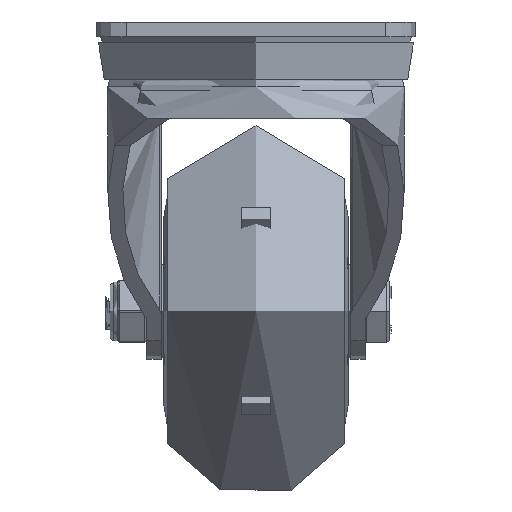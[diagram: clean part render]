
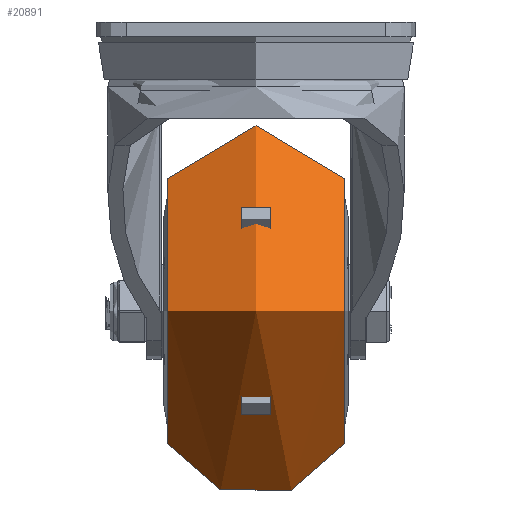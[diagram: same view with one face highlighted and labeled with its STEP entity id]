
A CAD part, left-side view. The second image highlights one B-rep face of the part: STEP entity #20891.
In plain terms, the highlighted free-form (B-spline) face has degree [2, 2] with [5, 9] control points.
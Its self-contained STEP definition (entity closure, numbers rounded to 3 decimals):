
#60=(
BOUNDED_SURFACE()
B_SPLINE_SURFACE(2,2,((#30479,#30480,#30481,#30482,#30483,#30484,#30485,
#30486,#30487),(#30488,#30489,#30490,#30491,#30492,#30493,#30494,#30495,
#30496),(#30497,#30498,#30499,#30500,#30501,#30502,#30503,#30504,#30505),
(#30506,#30507,#30508,#30509,#30510,#30511,#30512,#30513,#30514),(#30515,
#30516,#30517,#30518,#30519,#30520,#30521,#30522,#30523)),.UNSPECIFIED.,
 .F.,.T.,.F.)
B_SPLINE_SURFACE_WITH_KNOTS((3,2,3),(3,2,2,2,3),(-1.078,0.,
1.078),(-3.142,-1.571,0.,1.571,
3.142),.UNSPECIFIED.)
GEOMETRIC_REPRESENTATION_ITEM()
RATIONAL_B_SPLINE_SURFACE(((1.,0.707,1.,0.707,1.,
0.707,1.,0.707,1.),(0.858,0.607,
0.858,0.607,0.858,0.607,
0.858,0.607,0.858),(1.,0.707,
1.,0.707,1.,0.707,1.,0.707,1.),(0.858,
0.607,0.858,0.607,0.858,
0.607,0.858,0.607,0.858),
(1.,0.707,1.,0.707,1.,0.707,1.,0.707,
1.)))
REPRESENTATION_ITEM('')
SURFACE()
);
#2865=FACE_OUTER_BOUND('',#4166,.T.);
#4166=EDGE_LOOP('',(#15127,#15128,#15129,#15130));
#8540=CIRCLE('',#22563,35.724);
#8543=CIRCLE('',#22566,35.724);
#8544=CIRCLE('',#22567,27.112);
#9250=VERTEX_POINT('',#30474);
#9252=VERTEX_POINT('',#30524);
#11491=EDGE_CURVE('',#9250,#9250,#8540,.T.);
#11494=EDGE_CURVE('',#9252,#9252,#8543,.T.);
#11495=EDGE_CURVE('',#9252,#9250,#8544,.T.);
#15127=ORIENTED_EDGE('',*,*,#11494,.F.);
#15128=ORIENTED_EDGE('',*,*,#11495,.T.);
#15129=ORIENTED_EDGE('',*,*,#11491,.F.);
#15130=ORIENTED_EDGE('',*,*,#11495,.F.);
#20891=ADVANCED_FACE('',(#2865),#60,.F.);
#22563=AXIS2_PLACEMENT_3D('',#30475,#24695,#24696);
#22566=AXIS2_PLACEMENT_3D('',#30525,#24701,#24702);
#22567=AXIS2_PLACEMENT_3D('',#30526,#24703,#24704);
#24695=DIRECTION('center_axis',(0.,-1.,0.));
#24696=DIRECTION('ref_axis',(0.,0.,-1.));
#24701=DIRECTION('center_axis',(0.,1.,0.));
#24702=DIRECTION('ref_axis',(0.,0.,-1.));
#24703=DIRECTION('center_axis',(-1.,0.,0.));
#24704=DIRECTION('ref_axis',(0.,0.,-1.));
#30474=CARTESIAN_POINT('',(0.,-23.881,-35.724));
#30475=CARTESIAN_POINT('Origin',(0.,-23.881,0.));
#30479=CARTESIAN_POINT('Ctrl Pts',(0.,-23.881,-35.724));
#30480=CARTESIAN_POINT('Ctrl Pts',(-35.724,-23.881,
-35.724));
#30481=CARTESIAN_POINT('Ctrl Pts',(-35.724,-23.881,
0.));
#30482=CARTESIAN_POINT('Ctrl Pts',(-35.724,-23.881,
35.724));
#30483=CARTESIAN_POINT('Ctrl Pts',(0.,-23.881,35.724));
#30484=CARTESIAN_POINT('Ctrl Pts',(35.724,-23.881,35.724));
#30485=CARTESIAN_POINT('Ctrl Pts',(35.724,-23.881,0.));
#30486=CARTESIAN_POINT('Ctrl Pts',(35.724,-23.881,-35.724));
#30487=CARTESIAN_POINT('Ctrl Pts',(0.,-23.881,-35.724));
#30488=CARTESIAN_POINT('Ctrl Pts',(0.,-16.207,-50.));
#30489=CARTESIAN_POINT('Ctrl Pts',(-50.,-16.207,-50.));
#30490=CARTESIAN_POINT('Ctrl Pts',(-50.,-16.207,0.));
#30491=CARTESIAN_POINT('Ctrl Pts',(-50.,-16.207,50.));
#30492=CARTESIAN_POINT('Ctrl Pts',(0.,-16.207,50.));
#30493=CARTESIAN_POINT('Ctrl Pts',(50.,-16.207,50.));
#30494=CARTESIAN_POINT('Ctrl Pts',(50.,-16.207,0.));
#30495=CARTESIAN_POINT('Ctrl Pts',(50.,-16.207,-50.));
#30496=CARTESIAN_POINT('Ctrl Pts',(0.,-16.207,-50.));
#30497=CARTESIAN_POINT('Ctrl Pts',(0.,0.,-50.));
#30498=CARTESIAN_POINT('Ctrl Pts',(-50.,0.,-50.));
#30499=CARTESIAN_POINT('Ctrl Pts',(-50.,0.,0.));
#30500=CARTESIAN_POINT('Ctrl Pts',(-50.,0.,50.));
#30501=CARTESIAN_POINT('Ctrl Pts',(0.,0.,50.));
#30502=CARTESIAN_POINT('Ctrl Pts',(50.,0.,50.));
#30503=CARTESIAN_POINT('Ctrl Pts',(50.,0.,0.));
#30504=CARTESIAN_POINT('Ctrl Pts',(50.,0.,-50.));
#30505=CARTESIAN_POINT('Ctrl Pts',(0.,0.,-50.));
#30506=CARTESIAN_POINT('Ctrl Pts',(0.,16.207,-50.));
#30507=CARTESIAN_POINT('Ctrl Pts',(-50.,16.207,-50.));
#30508=CARTESIAN_POINT('Ctrl Pts',(-50.,16.207,0.));
#30509=CARTESIAN_POINT('Ctrl Pts',(-50.,16.207,50.));
#30510=CARTESIAN_POINT('Ctrl Pts',(0.,16.207,50.));
#30511=CARTESIAN_POINT('Ctrl Pts',(50.,16.207,50.));
#30512=CARTESIAN_POINT('Ctrl Pts',(50.,16.207,0.));
#30513=CARTESIAN_POINT('Ctrl Pts',(50.,16.207,-50.));
#30514=CARTESIAN_POINT('Ctrl Pts',(0.,16.207,-50.));
#30515=CARTESIAN_POINT('Ctrl Pts',(0.,23.881,-35.724));
#30516=CARTESIAN_POINT('Ctrl Pts',(-35.724,23.881,-35.724));
#30517=CARTESIAN_POINT('Ctrl Pts',(-35.724,23.881,0.));
#30518=CARTESIAN_POINT('Ctrl Pts',(-35.724,23.881,35.724));
#30519=CARTESIAN_POINT('Ctrl Pts',(0.,23.881,35.724));
#30520=CARTESIAN_POINT('Ctrl Pts',(35.724,23.881,35.724));
#30521=CARTESIAN_POINT('Ctrl Pts',(35.724,23.881,0.));
#30522=CARTESIAN_POINT('Ctrl Pts',(35.724,23.881,-35.724));
#30523=CARTESIAN_POINT('Ctrl Pts',(0.,23.881,-35.724));
#30524=CARTESIAN_POINT('',(0.,23.881,-35.724));
#30525=CARTESIAN_POINT('Origin',(0.,23.881,0.));
#30526=CARTESIAN_POINT('Origin',(0.,0.,-22.888));
